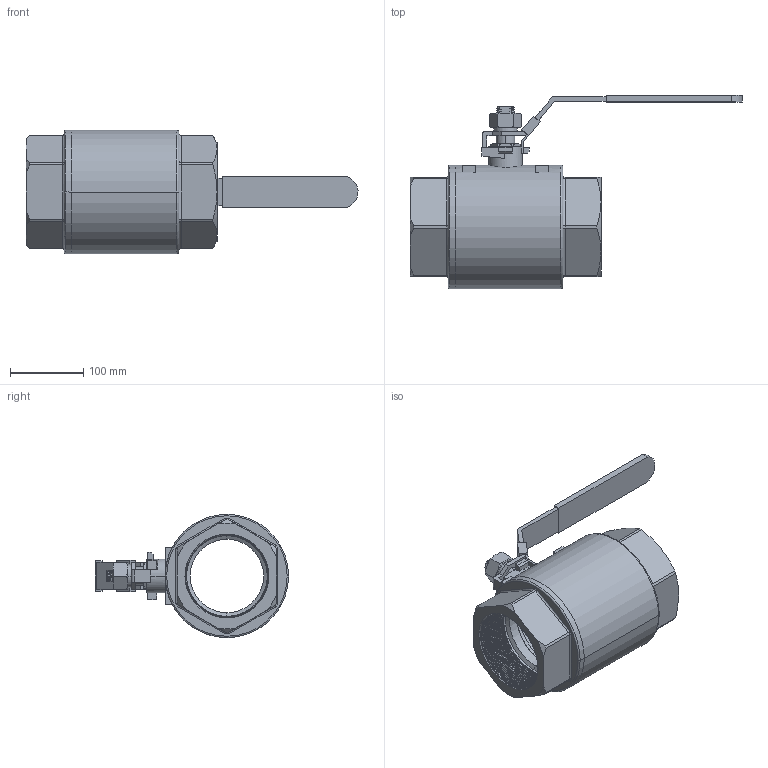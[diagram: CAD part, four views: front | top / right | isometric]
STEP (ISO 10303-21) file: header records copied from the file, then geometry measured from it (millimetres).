
FILE_DESCRIPTION((''),'2;1');
FILE_NAME('2006HL-100_ASM','2014-12-26T',('Administrator'),(''),'PRO/ENGINEER BY PARAMETRIC TECHNOLOGY CORPORATION, 2011080','PRO/ENGINEER BY PARAMETRIC TECHNOLOGY CORPORATION, 2011080','');
FILE_SCHEMA(('CONFIG_CONTROL_DESIGN'));
Length unit declared in the file: millimetre
Products named in the file (8): 2006HL-BODY-100; 2006HL-CAP-100; 2006HL-STEM-100; 2006HL-STEMNUT-100; 2006HL-HANDLE-100-2; LUOMU100; LUOMU100S100; 2006HL-100_ASM
Assembly tree (7 placements, depth 2):
  2006HL-100_ASM
    2006HL-BODY-100
    2006HL-CAP-100
    2006HL-STEM-100
    2006HL-STEMNUT-100
    2006HL-HANDLE-100-2
    LUOMU100
    LUOMU100S100
Bounding box: 451.93 x 263 x 168 mm (x, y, z)
Volume: 1838104.9 mm3; surface area: 409234.2 mm2
Topology: 7 solids, 7 shells, 506 faces, 1403 edges, 927 vertices
Faces by surface type: cylinder 171, plane 151, bspline 117, cone 59, torus 6, sphere 2
Entity records: 43329 total; most frequent: CARTESIAN_POINT 31700, ORIENTED_EDGE 2802, DIRECTION 1723, EDGE_CURVE 1401, VERTEX_POINT 927, B_SPLINE_CURVE_WITH_KNOTS 680, AXIS2_PLACEMENT_3D 598, EDGE_LOOP 538
